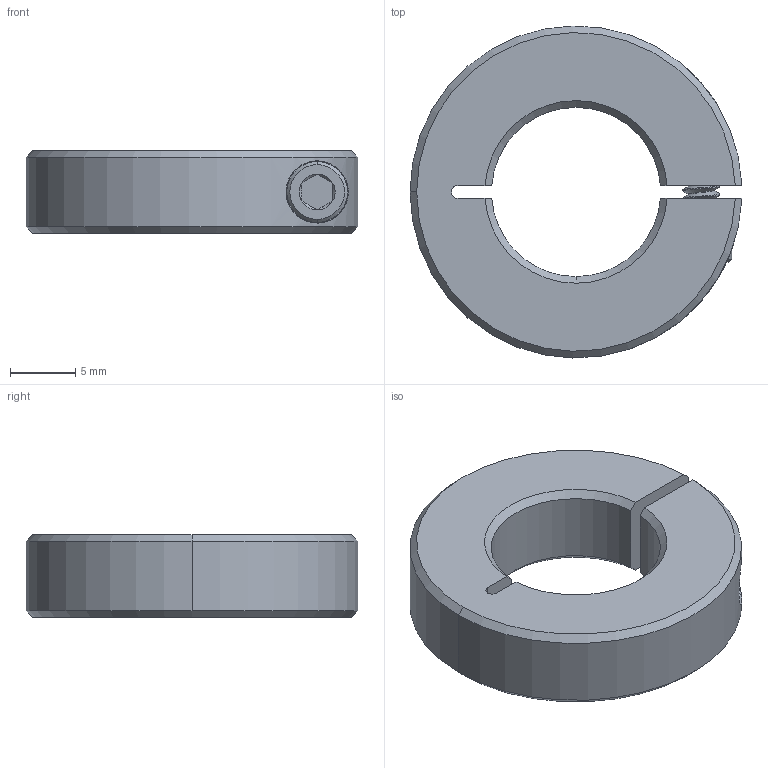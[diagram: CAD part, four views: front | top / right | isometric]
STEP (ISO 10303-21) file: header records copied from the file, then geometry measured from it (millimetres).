
FILE_DESCRIPTION (( 'STEP AP214' ), '1' );
FILE_NAME ('WCP-0798 Rev1.step', '2022-11-29T20:41:22', ( '' ), ( '' ), 'SwSTEP 2.0', 'SolidWorks 2020', '' );
FILE_SCHEMA (( 'AUTOMOTIVE_DESIGN' ));
Length unit declared in the file: inch
Products named in the file (1): WCP-0798 Rev1
Bounding box: 25.39 x 25.4 x 6.35 mm (x, y, z)
Volume: 2227.1 mm3; surface area: 1855.2 mm2
Topology: 2 solids, 2 shells, 112 faces, 299 edges, 194 vertices
Faces by surface type: cylinder 73, cone 20, plane 17, bspline 2
Entity records: 4898 total; most frequent: CARTESIAN_POINT 2421, ORIENTED_EDGE 598, DIRECTION 423, EDGE_CURVE 299, VERTEX_POINT 194, AXIS2_PLACEMENT_3D 160, EDGE_LOOP 119, ADVANCED_FACE 112
